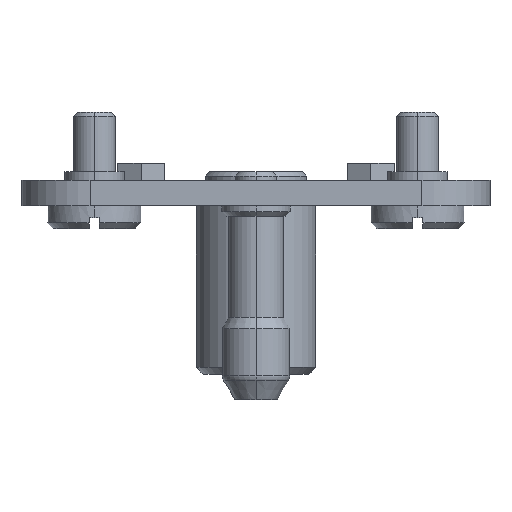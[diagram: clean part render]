
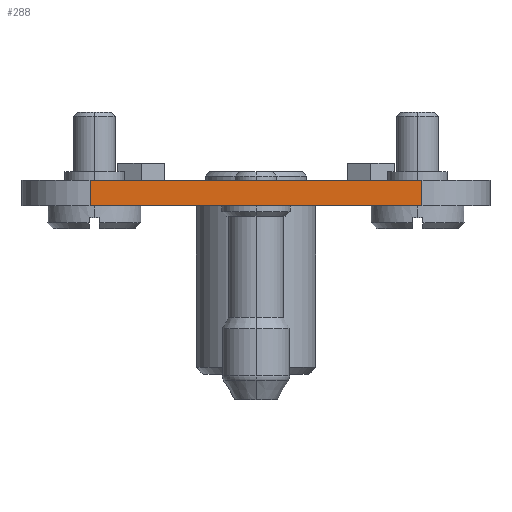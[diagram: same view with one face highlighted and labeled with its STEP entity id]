
A CAD part, left-side view. The second image highlights one B-rep face of the part: STEP entity #288.
In plain terms, the highlighted planar face has unit normal (-1, 0, 0).
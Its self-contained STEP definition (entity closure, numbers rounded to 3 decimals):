
#62=PLANE('',#3536);
#288=ADVANCED_FACE('',(#559),#62,.F.);
#559=FACE_OUTER_BOUND('',#761,.T.);
#761=EDGE_LOOP('',(#1764,#1765,#1766,#1767));
#1031=LINE('',#5250,#1285);
#1048=LINE('',#5302,#1302);
#1079=LINE('',#5392,#1333);
#1080=LINE('',#5394,#1334);
#1285=VECTOR('',#4155,1.);
#1302=VECTOR('',#4198,1.);
#1333=VECTOR('',#4271,1.);
#1334=VECTOR('',#4274,1.);
#1764=ORIENTED_EDGE('',*,*,#2889,.T.);
#1765=ORIENTED_EDGE('',*,*,#2966,.F.);
#1766=ORIENTED_EDGE('',*,*,#2918,.F.);
#1767=ORIENTED_EDGE('',*,*,#2965,.T.);
#2563=VERTEX_POINT('',#5249);
#2564=VERTEX_POINT('',#5251);
#2585=VERTEX_POINT('',#5301);
#2586=VERTEX_POINT('',#5303);
#2889=EDGE_CURVE('',#2564,#2563,#1031,.T.);
#2918=EDGE_CURVE('',#2585,#2586,#1048,.T.);
#2965=EDGE_CURVE('',#2585,#2564,#1079,.T.);
#2966=EDGE_CURVE('',#2586,#2563,#1080,.T.);
#3536=AXIS2_PLACEMENT_3D('',#5395,#4275,#4276);
#4155=DIRECTION('',(0.,-1.,0.));
#4198=DIRECTION('',(0.,-1.,0.));
#4271=DIRECTION('',(0.,0.,-1.));
#4274=DIRECTION('',(0.,0.,-1.));
#4275=DIRECTION('',(1.,0.,0.));
#4276=DIRECTION('',(0.,0.,1.));
#5249=CARTESIAN_POINT('',(-73.,-19.5,0.));
#5250=CARTESIAN_POINT('',(-73.,-19.5,0.));
#5251=CARTESIAN_POINT('',(-73.,19.5,0.));
#5301=CARTESIAN_POINT('',(-73.,19.5,3.));
#5302=CARTESIAN_POINT('',(-73.,-19.5,3.));
#5303=CARTESIAN_POINT('',(-73.,-19.5,3.));
#5392=CARTESIAN_POINT('',(-73.,19.5,3.));
#5394=CARTESIAN_POINT('',(-73.,-19.5,3.));
#5395=CARTESIAN_POINT('',(-73.,-19.5,3.));
